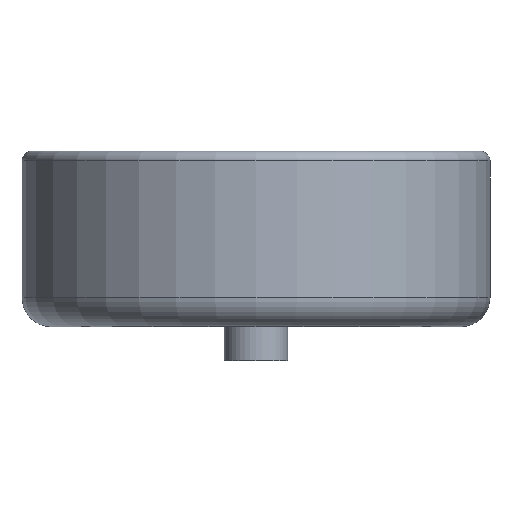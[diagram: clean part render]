
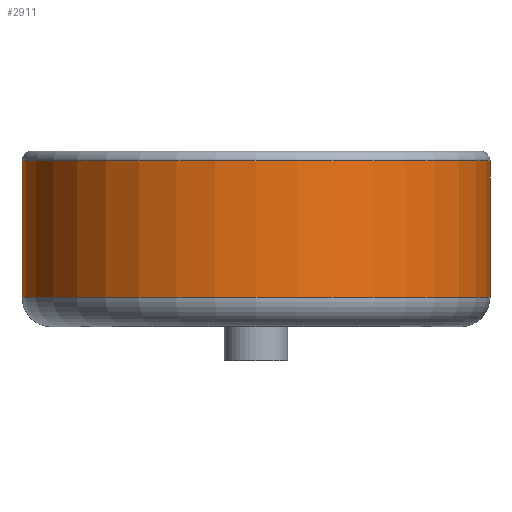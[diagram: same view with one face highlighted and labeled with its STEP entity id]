
A CAD part, front view. The second image highlights one B-rep face of the part: STEP entity #2911.
In plain terms, the highlighted cylindrical face has radius 24 mm (diameter 48 mm), a partial arc.
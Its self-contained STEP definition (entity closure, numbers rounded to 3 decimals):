
#258 = DIRECTION ( 'NONE',  ( 1., 0., 0. ) ) ;
#321 = CARTESIAN_POINT ( 'NONE',  ( 24., 0., 3. ) ) ;
#477 = CARTESIAN_POINT ( 'NONE',  ( 0., 0., 18. ) ) ;
#589 = VECTOR ( 'NONE', #1265, 1000. ) ;
#1006 = DIRECTION ( 'NONE',  ( -1., 0., 0. ) ) ;
#1116 = EDGE_CURVE ( 'NONE', #2469, #4311, #4657, .T. ) ;
#1201 = VERTEX_POINT ( 'NONE', #6653 ) ;
#1265 = DIRECTION ( 'NONE',  ( 0., 0., -1. ) ) ;
#1521 = EDGE_CURVE ( 'NONE', #1201, #5227, #6316, .T. ) ;
#1624 = DIRECTION ( 'NONE',  ( 0., 0., -1. ) ) ;
#1969 = LINE ( 'NONE', #7061, #3040 ) ;
#2167 = AXIS2_PLACEMENT_3D ( 'NONE', #3378, #5871, #258 ) ;
#2224 = DIRECTION ( 'NONE',  ( 0., 0., 1. ) ) ;
#2469 = VERTEX_POINT ( 'NONE', #3580 ) ;
#2911 = ADVANCED_FACE ( 'NONE', ( #3003 ), #4746, .T. ) ;
#2942 = CARTESIAN_POINT ( 'NONE',  ( -24., 0., 17. ) ) ;
#3003 = FACE_OUTER_BOUND ( 'NONE', #3437, .T. ) ;
#3040 = VECTOR ( 'NONE', #4437, 1000. ) ;
#3378 = CARTESIAN_POINT ( 'NONE',  ( 0., 0., 17. ) ) ;
#3437 = EDGE_LOOP ( 'NONE', ( #7722, #4455, #5754, #6651 ) ) ;
#3580 = CARTESIAN_POINT ( 'NONE',  ( 24., 0., 17. ) ) ;
#3846 = AXIS2_PLACEMENT_3D ( 'NONE', #7145, #2224, #6565 ) ;
#4311 = VERTEX_POINT ( 'NONE', #2942 ) ;
#4437 = DIRECTION ( 'NONE',  ( 0., 0., -1. ) ) ;
#4455 = ORIENTED_EDGE ( 'NONE', *, *, #1116, .T. ) ;
#4657 = CIRCLE ( 'NONE', #2167, 24. ) ;
#4746 = CYLINDRICAL_SURFACE ( 'NONE', #7579, 24. ) ;
#4810 = LINE ( 'NONE', #5914, #589 ) ;
#5227 = VERTEX_POINT ( 'NONE', #321 ) ;
#5754 = ORIENTED_EDGE ( 'NONE', *, *, #6168, .T. ) ;
#5871 = DIRECTION ( 'NONE',  ( 0., 0., -1. ) ) ;
#5914 = CARTESIAN_POINT ( 'NONE',  ( 24., 0., 18. ) ) ;
#6168 = EDGE_CURVE ( 'NONE', #4311, #1201, #1969, .T. ) ;
#6316 = CIRCLE ( 'NONE', #3846, 24. ) ;
#6565 = DIRECTION ( 'NONE',  ( 1., 0., 0. ) ) ;
#6651 = ORIENTED_EDGE ( 'NONE', *, *, #1521, .T. ) ;
#6653 = CARTESIAN_POINT ( 'NONE',  ( -24., 0., 3. ) ) ;
#7061 = CARTESIAN_POINT ( 'NONE',  ( -24., 0., 18. ) ) ;
#7145 = CARTESIAN_POINT ( 'NONE',  ( 0., 0., 3. ) ) ;
#7579 = AXIS2_PLACEMENT_3D ( 'NONE', #477, #1624, #1006 ) ;
#7626 = EDGE_CURVE ( 'NONE', #2469, #5227, #4810, .T. ) ;
#7722 = ORIENTED_EDGE ( 'NONE', *, *, #7626, .F. ) ;
